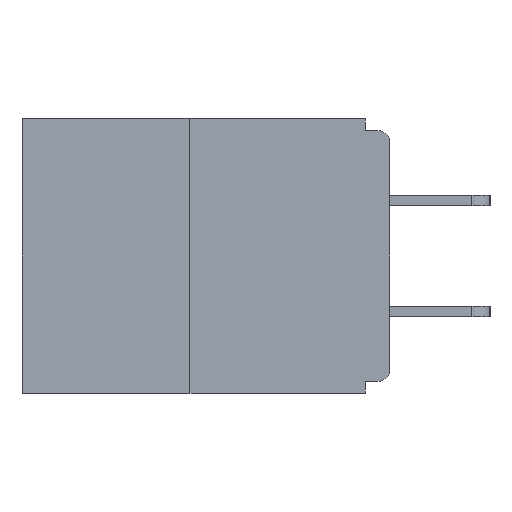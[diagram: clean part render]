
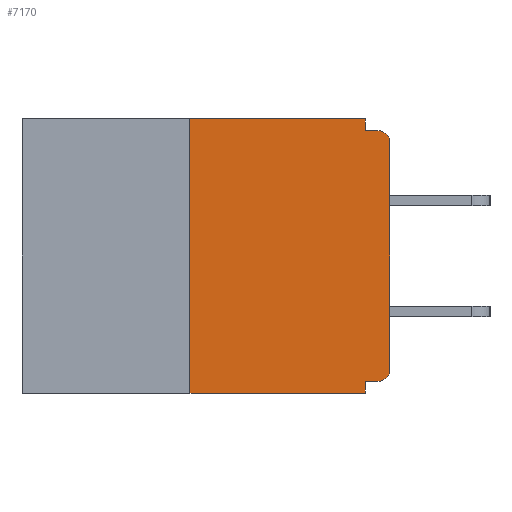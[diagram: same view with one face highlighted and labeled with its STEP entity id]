
A CAD part, left-side view. The second image highlights one B-rep face of the part: STEP entity #7170.
In plain terms, the highlighted planar face has unit normal (-1, 0, 0).
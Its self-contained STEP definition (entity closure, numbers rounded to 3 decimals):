
#769 = VERTEX_POINT('',#770);
#770 = CARTESIAN_POINT('',(0.,6.35,0.));
#776 = EDGE_CURVE('',#769,#777,#779,.T.);
#777 = VERTEX_POINT('',#778);
#778 = CARTESIAN_POINT('',(0.,0.787,0.));
#779 = LINE('',#780,#781);
#780 = CARTESIAN_POINT('',(0.,11.684,0.));
#781 = VECTOR('',#782,1.);
#782 = DIRECTION('',(-0.,-1.,-0.));
#6741 = VERTEX_POINT('',#6742);
#6742 = CARTESIAN_POINT('',(0.,0.,-7.95));
#6759 = VERTEX_POINT('',#6760);
#6760 = CARTESIAN_POINT('',(0.,0.,-0.762));
#6766 = EDGE_CURVE('',#6741,#6759,#6767,.T.);
#6767 = LINE('',#6768,#6769);
#6768 = CARTESIAN_POINT('',(0.,0.,0.));
#6769 = VECTOR('',#6770,1.);
#6770 = DIRECTION('',(-0.,-0.,1.));
#6783 = VERTEX_POINT('',#6784);
#6784 = CARTESIAN_POINT('',(0.,0.787,-8.331));
#6799 = VERTEX_POINT('',#6800);
#6800 = CARTESIAN_POINT('',(0.,0.381,-8.331));
#6806 = EDGE_CURVE('',#6799,#6783,#6807,.T.);
#6807 = LINE('',#6808,#6809);
#6808 = CARTESIAN_POINT('',(0.,0.,-8.331));
#6809 = VECTOR('',#6810,1.);
#6810 = DIRECTION('',(0.,1.,0.));
#6821 = VERTEX_POINT('',#6822);
#6822 = CARTESIAN_POINT('',(0.,0.381,-0.381));
#6839 = VERTEX_POINT('',#6840);
#6840 = CARTESIAN_POINT('',(0.,0.787,-0.381));
#6846 = EDGE_CURVE('',#6839,#6821,#6847,.T.);
#6847 = LINE('',#6848,#6849);
#6848 = CARTESIAN_POINT('',(0.,0.,-0.381));
#6849 = VECTOR('',#6850,1.);
#6850 = DIRECTION('',(-0.,-1.,-0.));
#6869 = EDGE_CURVE('',#6799,#6741,#6870,.T.);
#6870 = CIRCLE('',#6871,0.381);
#6871 = AXIS2_PLACEMENT_3D('',#6872,#6873,#6874);
#6872 = CARTESIAN_POINT('',(0.,0.381,-7.95));
#6873 = DIRECTION('',(-1.,0.,-0.));
#6874 = DIRECTION('',(0.,0.,-1.));
#6893 = EDGE_CURVE('',#6759,#6821,#6894,.T.);
#6894 = CIRCLE('',#6895,0.381);
#6895 = AXIS2_PLACEMENT_3D('',#6896,#6897,#6898);
#6896 = CARTESIAN_POINT('',(0.,0.381,-0.762));
#6897 = DIRECTION('',(-1.,0.,-0.));
#6898 = DIRECTION('',(0.,0.,-1.));
#7170 = ADVANCED_FACE('',(#7171),#7207,.F.);
#7171 = FACE_BOUND('',#7172,.T.);
#7172 = EDGE_LOOP('',(#7173,#7174,#7182,#7190,#7196,#7197,#7198,#7199,
    #7200,#7201));
#7173 = ORIENTED_EDGE('',*,*,#776,.F.);
#7174 = ORIENTED_EDGE('',*,*,#7175,.F.);
#7175 = EDGE_CURVE('',#7176,#769,#7178,.T.);
#7176 = VERTEX_POINT('',#7177);
#7177 = CARTESIAN_POINT('',(0.,6.35,-8.712));
#7178 = LINE('',#7179,#7180);
#7179 = CARTESIAN_POINT('',(0.,6.35,0.));
#7180 = VECTOR('',#7181,1.);
#7181 = DIRECTION('',(-0.,-0.,1.));
#7182 = ORIENTED_EDGE('',*,*,#7183,.T.);
#7183 = EDGE_CURVE('',#7176,#7184,#7186,.T.);
#7184 = VERTEX_POINT('',#7185);
#7185 = CARTESIAN_POINT('',(0.,0.787,-8.712));
#7186 = LINE('',#7187,#7188);
#7187 = CARTESIAN_POINT('',(0.,11.684,-8.712));
#7188 = VECTOR('',#7189,1.);
#7189 = DIRECTION('',(-0.,-1.,-0.));
#7190 = ORIENTED_EDGE('',*,*,#7191,.F.);
#7191 = EDGE_CURVE('',#6783,#7184,#7192,.T.);
#7192 = LINE('',#7193,#7194);
#7193 = CARTESIAN_POINT('',(0.,0.787,-8.712));
#7194 = VECTOR('',#7195,1.);
#7195 = DIRECTION('',(-0.,-0.,-1.));
#7196 = ORIENTED_EDGE('',*,*,#6806,.F.);
#7197 = ORIENTED_EDGE('',*,*,#6869,.T.);
#7198 = ORIENTED_EDGE('',*,*,#6766,.T.);
#7199 = ORIENTED_EDGE('',*,*,#6893,.T.);
#7200 = ORIENTED_EDGE('',*,*,#6846,.F.);
#7201 = ORIENTED_EDGE('',*,*,#7202,.F.);
#7202 = EDGE_CURVE('',#777,#6839,#7203,.T.);
#7203 = LINE('',#7204,#7205);
#7204 = CARTESIAN_POINT('',(0.,0.787,0.));
#7205 = VECTOR('',#7206,1.);
#7206 = DIRECTION('',(0.,0.,-1.));
#7207 = PLANE('',#7208);
#7208 = AXIS2_PLACEMENT_3D('',#7209,#7210,#7211);
#7209 = CARTESIAN_POINT('',(0.,11.684,0.));
#7210 = DIRECTION('',(1.,-0.,0.));
#7211 = DIRECTION('',(0.,0.,-1.));
